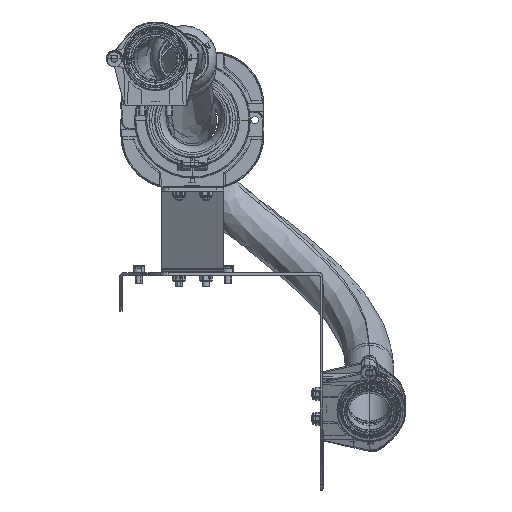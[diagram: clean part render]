
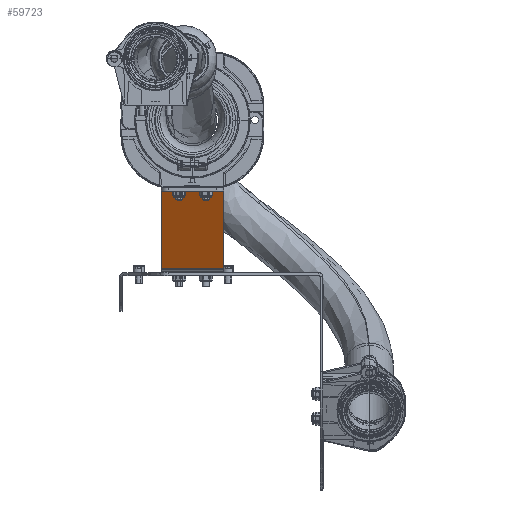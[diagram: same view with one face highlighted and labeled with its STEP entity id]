
A CAD part, top view. The second image highlights one B-rep face of the part: STEP entity #59723.
In plain terms, the highlighted planar face has unit normal (0, -0.5, 0.866).
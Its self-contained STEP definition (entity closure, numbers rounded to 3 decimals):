
#34 = VECTOR ( 'NONE', #147208, 1000. ) ;
#2431 = DIRECTION ( 'NONE',  ( 0., 0.5, -0.866 ) ) ;
#17835 = ORIENTED_EDGE ( 'NONE', *, *, #186326, .F. ) ;
#22670 = DIRECTION ( 'NONE',  ( -1., 0., 0. ) ) ;
#30528 = CARTESIAN_POINT ( 'NONE',  ( 10., 2345.75, 833.159 ) ) ;
#43956 = LINE ( 'NONE', #225016, #150673 ) ;
#48132 = LINE ( 'NONE', #30528, #176887 ) ;
#49836 = VERTEX_POINT ( 'NONE', #141836 ) ;
#54710 = CARTESIAN_POINT ( 'NONE',  ( 45., 2345.75, 833.159 ) ) ;
#57812 = CARTESIAN_POINT ( 'NONE',  ( 45., 2470.902, 905.416 ) ) ;
#59723 = ADVANCED_FACE ( 'NONE', ( #148140 ), #128148, .F. ) ;
#59872 = DIRECTION ( 'NONE',  ( 0., 0.866, 0.5 ) ) ;
#63903 = DIRECTION ( 'NONE',  ( 0., -0.866, -0.5 ) ) ;
#67042 = VECTOR ( 'NONE', #178520, 1000. ) ;
#72621 = LINE ( 'NONE', #195019, #67042 ) ;
#76205 = VERTEX_POINT ( 'NONE', #203256 ) ;
#95184 = AXIS2_PLACEMENT_3D ( 'NONE', #218685, #2431, #59872 ) ;
#107949 = EDGE_CURVE ( 'NONE', #49836, #140107, #43956, .T. ) ;
#128148 = PLANE ( 'NONE',  #95184 ) ;
#132742 = VERTEX_POINT ( 'NONE', #54710 ) ;
#140107 = VERTEX_POINT ( 'NONE', #153929 ) ;
#141836 = CARTESIAN_POINT ( 'NONE',  ( -25., 2433.25, 883.678 ) ) ;
#147208 = DIRECTION ( 'NONE',  ( 0., 0.866, 0.5 ) ) ;
#148140 = FACE_OUTER_BOUND ( 'NONE', #200906, .T. ) ;
#150673 = VECTOR ( 'NONE', #63903, 1000. ) ;
#153929 = CARTESIAN_POINT ( 'NONE',  ( -25., 2345.75, 833.159 ) ) ;
#156224 = ORIENTED_EDGE ( 'NONE', *, *, #160896, .T. ) ;
#160896 = EDGE_CURVE ( 'NONE', #132742, #76205, #218936, .T. ) ;
#167034 = ORIENTED_EDGE ( 'NONE', *, *, #107949, .T. ) ;
#176887 = VECTOR ( 'NONE', #22670, 1000. ) ;
#178520 = DIRECTION ( 'NONE',  ( -1., 0., 0. ) ) ;
#183587 = ORIENTED_EDGE ( 'NONE', *, *, #226685, .T. ) ;
#186326 = EDGE_CURVE ( 'NONE', #132742, #140107, #48132, .T. ) ;
#195019 = CARTESIAN_POINT ( 'NONE',  ( 10., 2433.25, 883.678 ) ) ;
#200906 = EDGE_LOOP ( 'NONE', ( #17835, #156224, #183587, #167034 ) ) ;
#203256 = CARTESIAN_POINT ( 'NONE',  ( 45., 2433.25, 883.678 ) ) ;
#218685 = CARTESIAN_POINT ( 'NONE',  ( 10., 2394.259, 861.166 ) ) ;
#218936 = LINE ( 'NONE', #57812, #34 ) ;
#225016 = CARTESIAN_POINT ( 'NONE',  ( -25., 2470.902, 905.416 ) ) ;
#226685 = EDGE_CURVE ( 'NONE', #76205, #49836, #72621, .T. ) ;
